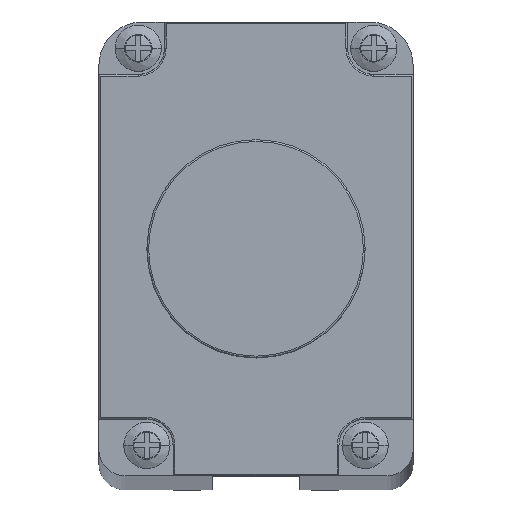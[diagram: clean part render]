
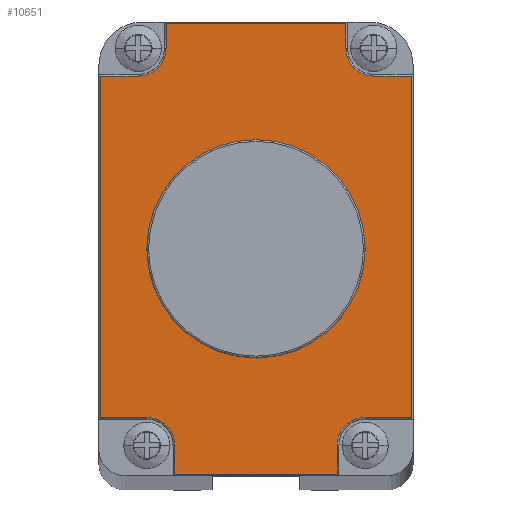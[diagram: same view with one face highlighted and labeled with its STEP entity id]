
A CAD part, top view. The second image highlights one B-rep face of the part: STEP entity #10651.
In plain terms, the highlighted planar face has unit normal (0, 0, 1).
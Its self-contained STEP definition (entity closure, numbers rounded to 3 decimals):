
#2745=CARTESIAN_POINT('',(-8.22,49.3,-12.));
#2746=DIRECTION('',(0.,0.,1.));
#2747=DIRECTION('',(-1.,0.,0.));
#2748=AXIS2_PLACEMENT_3D('',#2745,#2746,#2747);
#2750=CARTESIAN_POINT('',(-9.22,3.8,-12.));
#2751=DIRECTION('',(0.,0.,1.));
#2752=DIRECTION('',(0.,1.,0.));
#2753=AXIS2_PLACEMENT_3D('',#2750,#2751,#2752);
#2755=CARTESIAN_POINT('',(-34.22,3.8,-12.));
#2756=DIRECTION('',(0.,0.,1.));
#2757=DIRECTION('',(1.,0.,0.));
#2758=AXIS2_PLACEMENT_3D('',#2755,#2756,#2757);
#2760=CARTESIAN_POINT('',(-35.22,49.3,-12.));
#2761=DIRECTION('',(0.,0.,1.));
#2762=DIRECTION('',(0.,-1.,0.));
#2763=AXIS2_PLACEMENT_3D('',#2760,#2761,#2762);
#2765=CARTESIAN_POINT('',(-21.72,26.3,-12.));
#2766=DIRECTION('',(0.,0.,1.));
#2767=DIRECTION('',(1.,0.,0.));
#2768=AXIS2_PLACEMENT_3D('',#2765,#2766,#2767);
#2770=CARTESIAN_POINT('',(-21.72,26.3,-12.));
#2771=DIRECTION('',(0.,0.,1.));
#2772=DIRECTION('',(-1.,0.,0.));
#2773=AXIS2_PLACEMENT_3D('',#2770,#2771,#2772);
#2779=DIRECTION('',(0.,1.,0.));
#2780=VECTOR('',#2779,2.8);
#2781=CARTESIAN_POINT('',(-11.42,49.3,-12.));
#2782=LINE('',#2781,#2780);
#2851=DIRECTION('',(-1.,0.,0.));
#2852=VECTOR('',#2851,4.3);
#2853=CARTESIAN_POINT('',(-3.92,46.1,-12.));
#2854=LINE('',#2853,#2852);
#2867=DIRECTION('',(0.,1.,0.));
#2868=VECTOR('',#2867,39.1);
#2869=CARTESIAN_POINT('',(-3.92,7.,-12.));
#2870=LINE('',#2869,#2868);
#2884=DIRECTION('',(1.,0.,0.));
#2885=VECTOR('',#2884,5.3);
#2886=CARTESIAN_POINT('',(-9.22,7.,-12.));
#2887=LINE('',#2886,#2885);
#2956=DIRECTION('',(0.,1.,0.));
#2957=VECTOR('',#2956,3.3);
#2958=CARTESIAN_POINT('',(-12.42,0.5,-12.));
#2959=LINE('',#2958,#2957);
#2972=DIRECTION('',(1.,0.,0.));
#2973=VECTOR('',#2972,18.6);
#2974=CARTESIAN_POINT('',(-31.02,0.5,-12.));
#2975=LINE('',#2974,#2973);
#2989=DIRECTION('',(0.,-1.,0.));
#2990=VECTOR('',#2989,3.3);
#2991=CARTESIAN_POINT('',(-31.02,3.8,-12.));
#2992=LINE('',#2991,#2990);
#3061=DIRECTION('',(1.,0.,0.));
#3062=VECTOR('',#3061,5.3);
#3063=CARTESIAN_POINT('',(-39.52,7.,-12.));
#3064=LINE('',#3063,#3062);
#3077=DIRECTION('',(0.,-1.,0.));
#3078=VECTOR('',#3077,39.1);
#3079=CARTESIAN_POINT('',(-39.52,46.1,-12.));
#3080=LINE('',#3079,#3078);
#3094=DIRECTION('',(-1.,0.,0.));
#3095=VECTOR('',#3094,4.3);
#3096=CARTESIAN_POINT('',(-35.22,46.1,-12.));
#3097=LINE('',#3096,#3095);
#3693=DIRECTION('',(-1.,0.,0.));
#3694=VECTOR('',#3693,20.6);
#3695=CARTESIAN_POINT('',(-11.42,52.1,-12.));
#3696=LINE('',#3695,#3694);
#3706=DIRECTION('',(0.,-1.,0.));
#3707=VECTOR('',#3706,2.8);
#3708=CARTESIAN_POINT('',(-32.02,52.1,-12.));
#3709=LINE('',#3708,#3707);
#5465=CARTESIAN_POINT('',(-11.42,49.3,-12.));
#5466=CARTESIAN_POINT('',(-11.42,52.1,-12.));
#5467=VERTEX_POINT('',#5465);
#5468=VERTEX_POINT('',#5466);
#5469=CARTESIAN_POINT('',(-8.22,46.1,-12.));
#5470=VERTEX_POINT('',#5469);
#5471=CARTESIAN_POINT('',(-3.92,46.1,-12.));
#5472=VERTEX_POINT('',#5471);
#5473=CARTESIAN_POINT('',(-3.92,7.,-12.));
#5474=VERTEX_POINT('',#5473);
#5475=CARTESIAN_POINT('',(-9.22,7.,-12.));
#5476=VERTEX_POINT('',#5475);
#5477=CARTESIAN_POINT('',(-12.42,3.8,-12.));
#5478=VERTEX_POINT('',#5477);
#5479=CARTESIAN_POINT('',(-12.42,0.5,-12.));
#5480=VERTEX_POINT('',#5479);
#5481=CARTESIAN_POINT('',(-31.02,0.5,-12.));
#5482=VERTEX_POINT('',#5481);
#5483=CARTESIAN_POINT('',(-31.02,3.8,-12.));
#5484=VERTEX_POINT('',#5483);
#5485=CARTESIAN_POINT('',(-34.22,7.,-12.));
#5486=VERTEX_POINT('',#5485);
#5487=CARTESIAN_POINT('',(-39.52,7.,-12.));
#5488=VERTEX_POINT('',#5487);
#5489=CARTESIAN_POINT('',(-39.52,46.1,-12.));
#5490=VERTEX_POINT('',#5489);
#5491=CARTESIAN_POINT('',(-35.22,46.1,-12.));
#5492=VERTEX_POINT('',#5491);
#5493=CARTESIAN_POINT('',(-32.02,49.3,-12.));
#5494=VERTEX_POINT('',#5493);
#5495=CARTESIAN_POINT('',(-32.02,52.1,-12.));
#5496=VERTEX_POINT('',#5495);
#5497=CARTESIAN_POINT('',(-9.22,26.3,-12.));
#5498=CARTESIAN_POINT('',(-34.22,26.3,-12.));
#5499=VERTEX_POINT('',#5497);
#5500=VERTEX_POINT('',#5498);
#10607=CARTESIAN_POINT('',(-21.72,26.3,-12.));
#10608=DIRECTION('',(0.,0.,1.));
#10609=DIRECTION('',(1.,0.,0.));
#10610=AXIS2_PLACEMENT_3D('',#10607,#10608,#10609);
#10611=PLANE('',#10610);
#10613=ORIENTED_EDGE('',*,*,#10612,.F.);
#10615=ORIENTED_EDGE('',*,*,#10614,.T.);
#10617=ORIENTED_EDGE('',*,*,#10616,.F.);
#10619=ORIENTED_EDGE('',*,*,#10618,.F.);
#10621=ORIENTED_EDGE('',*,*,#10620,.F.);
#10623=ORIENTED_EDGE('',*,*,#10622,.T.);
#10625=ORIENTED_EDGE('',*,*,#10624,.F.);
#10627=ORIENTED_EDGE('',*,*,#10626,.F.);
#10629=ORIENTED_EDGE('',*,*,#10628,.F.);
#10631=ORIENTED_EDGE('',*,*,#10630,.T.);
#10633=ORIENTED_EDGE('',*,*,#10632,.F.);
#10635=ORIENTED_EDGE('',*,*,#10634,.F.);
#10637=ORIENTED_EDGE('',*,*,#10636,.F.);
#10638=ORIENTED_EDGE('',*,*,#10597,.T.);
#10640=ORIENTED_EDGE('',*,*,#10639,.F.);
#10642=ORIENTED_EDGE('',*,*,#10641,.F.);
#10643=EDGE_LOOP('',(#10613,#10615,#10617,#10619,#10621,#10623,#10625,#10627,
#10629,#10631,#10633,#10635,#10637,#10638,#10640,#10642));
#10644=FACE_OUTER_BOUND('',#10643,.F.);
#10646=ORIENTED_EDGE('',*,*,#10645,.T.);
#10648=ORIENTED_EDGE('',*,*,#10647,.T.);
#10649=EDGE_LOOP('',(#10646,#10648));
#10650=FACE_BOUND('',#10649,.F.);
#10651=ADVANCED_FACE('',(#10644,#10650),#10611,.T.);
#2749=CIRCLE('',#2748,3.2);
#2754=CIRCLE('',#2753,3.2);
#2759=CIRCLE('',#2758,3.2);
#2764=CIRCLE('',#2763,3.2);
#2769=CIRCLE('',#2768,12.5);
#2774=CIRCLE('',#2773,12.5);
#10597=EDGE_CURVE('',#5492,#5494,#2764,.T.);
#10612=EDGE_CURVE('',#5467,#5468,#2782,.T.);
#10614=EDGE_CURVE('',#5467,#5470,#2749,.T.);
#10616=EDGE_CURVE('',#5472,#5470,#2854,.T.);
#10618=EDGE_CURVE('',#5474,#5472,#2870,.T.);
#10620=EDGE_CURVE('',#5476,#5474,#2887,.T.);
#10622=EDGE_CURVE('',#5476,#5478,#2754,.T.);
#10624=EDGE_CURVE('',#5480,#5478,#2959,.T.);
#10626=EDGE_CURVE('',#5482,#5480,#2975,.T.);
#10628=EDGE_CURVE('',#5484,#5482,#2992,.T.);
#10630=EDGE_CURVE('',#5484,#5486,#2759,.T.);
#10632=EDGE_CURVE('',#5488,#5486,#3064,.T.);
#10634=EDGE_CURVE('',#5490,#5488,#3080,.T.);
#10636=EDGE_CURVE('',#5492,#5490,#3097,.T.);
#10639=EDGE_CURVE('',#5496,#5494,#3709,.T.);
#10641=EDGE_CURVE('',#5468,#5496,#3696,.T.);
#10645=EDGE_CURVE('',#5499,#5500,#2769,.T.);
#10647=EDGE_CURVE('',#5500,#5499,#2774,.T.);
